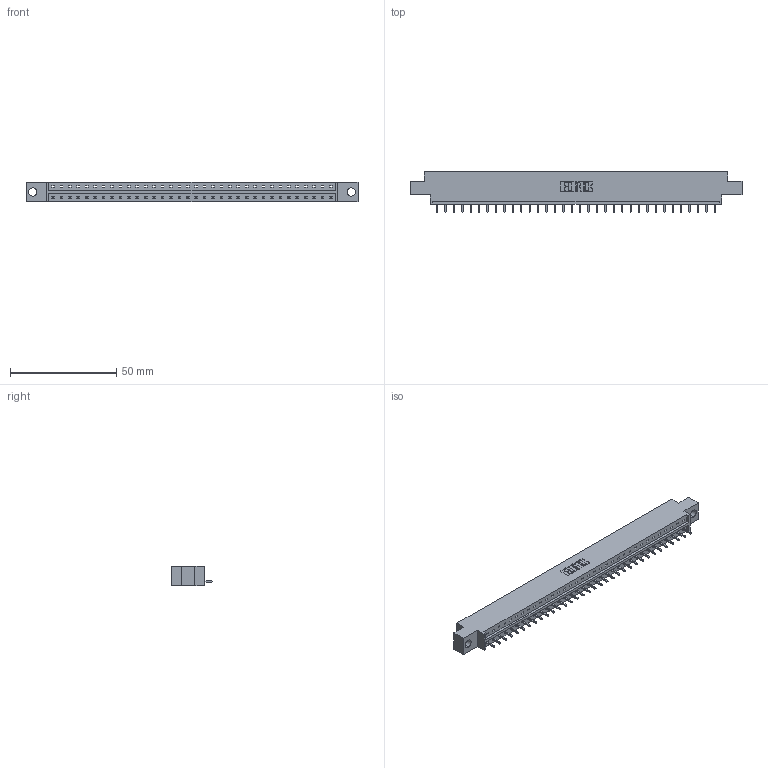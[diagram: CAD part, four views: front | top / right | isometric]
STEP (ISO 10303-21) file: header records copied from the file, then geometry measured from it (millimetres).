
FILE_DESCRIPTION (( 'STEP AP203' ), '1' );
FILE_NAME ('833-034-521-604.STEP', '2020-06-02T21:33:07', ( '' ), ( '' ), 'SwSTEP 2.0', 'SolidWorks 2020', '' );
FILE_SCHEMA (( 'CONFIG_CONTROL_DESIGN' ));
Length unit declared in the file: inch
Products named in the file (3): 833 Part_Offset - .156 Dia - TH; 833-034-521-604; 345-292-001_345-293-121
Assembly tree (35 placements, depth 2):
  833-034-521-604
    833 Part_Offset - .156 Dia - TH
    345-292-001_345-293-121  x34
Bounding box: 156.26 x 19.06 x 9.4 mm (x, y, z)
Volume: 15243.1 mm3; surface area: 16032.6 mm2
Topology: 35 solids, 35 shells, 2090 faces, 6307 edges, 4158 vertices
Faces by surface type: plane 1502, cylinder 588
Entity records: 21973 total; most frequent: CARTESIAN_POINT 3800, ORIENTED_EDGE 3770, DIRECTION 3221, EDGE_CURVE 1885, VECTOR 1757, LINE 1757, VERTEX_POINT 1254, AXIS2_PLACEMENT_3D 732
